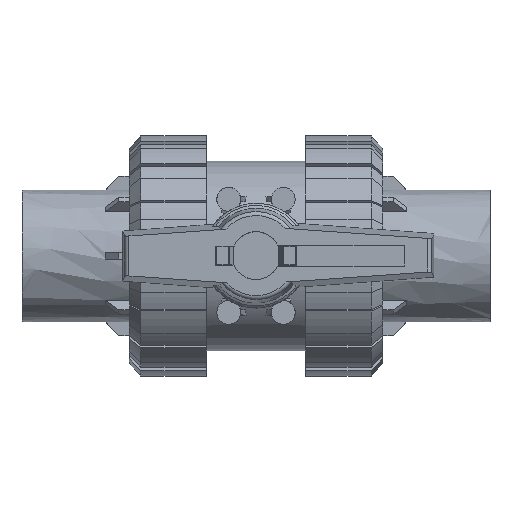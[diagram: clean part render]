
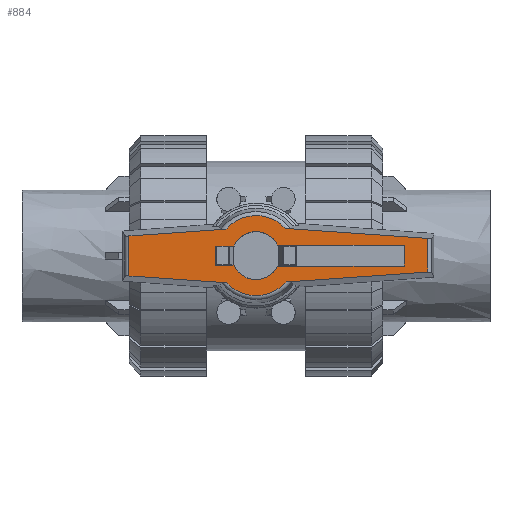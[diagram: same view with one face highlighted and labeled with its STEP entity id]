
A CAD part, top view. The second image highlights one B-rep face of the part: STEP entity #884.
In plain terms, the highlighted planar face has unit normal (0, 0, 1).
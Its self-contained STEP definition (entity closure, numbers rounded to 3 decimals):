
#884=ADVANCED_FACE('',(#2075,#2076),#2077,.T.);
#2075=FACE_BOUND('',#3645,.T.);
#2076=FACE_OUTER_BOUND('',#3646,.T.);
#2077=PLANE('',#3647);
#3645=EDGE_LOOP('',(#6524,#6525,#6526,#6527,#6528,#6529,#6530,#6531));
#3646=EDGE_LOOP('',(#6532,#6533,#6534,#6535,#6536,#6537,#6538,#6539));
#3647=AXIS2_PLACEMENT_3D('',#6540,#6541,#6542);
#6524=ORIENTED_EDGE('',*,*,#10469,.T.);
#6525=ORIENTED_EDGE('',*,*,#10540,.T.);
#6526=ORIENTED_EDGE('',*,*,#10647,.T.);
#6527=ORIENTED_EDGE('',*,*,#10655,.T.);
#6528=ORIENTED_EDGE('',*,*,#10451,.T.);
#6529=ORIENTED_EDGE('',*,*,#10391,.T.);
#6530=ORIENTED_EDGE('',*,*,#10382,.T.);
#6531=ORIENTED_EDGE('',*,*,#10460,.T.);
#6532=ORIENTED_EDGE('',*,*,#10604,.T.);
#6533=ORIENTED_EDGE('',*,*,#10759,.T.);
#6534=ORIENTED_EDGE('',*,*,#10701,.T.);
#6535=ORIENTED_EDGE('',*,*,#10708,.F.);
#6536=ORIENTED_EDGE('',*,*,#10636,.T.);
#6537=ORIENTED_EDGE('',*,*,#10739,.T.);
#6538=ORIENTED_EDGE('',*,*,#10682,.T.);
#6539=ORIENTED_EDGE('',*,*,#10689,.T.);
#6540=CARTESIAN_POINT('',(9.557,0.0,177.0));
#6541=DIRECTION('',(0.0,0.0,1.0));
#6542=DIRECTION('',(1.0,0.0,0.0));
#10382=EDGE_CURVE('',#12396,#12397,#12398,.T.);
#10391=EDGE_CURVE('',#12411,#12396,#12412,.T.);
#10451=EDGE_CURVE('',#12508,#12411,#12509,.T.);
#10460=EDGE_CURVE('',#12397,#12522,#12523,.T.);
#10469=EDGE_CURVE('',#12522,#12533,#12534,.T.);
#10540=EDGE_CURVE('',#12533,#12625,#12627,.T.);
#10604=EDGE_CURVE('',#12735,#12733,#12736,.T.);
#10636=EDGE_CURVE('',#12790,#12788,#12791,.T.);
#10647=EDGE_CURVE('',#12625,#12808,#12809,.T.);
#10655=EDGE_CURVE('',#12808,#12508,#12818,.T.);
#10682=EDGE_CURVE('',#12855,#12853,#12856,.T.);
#10689=EDGE_CURVE('',#12853,#12735,#12866,.T.);
#10701=EDGE_CURVE('',#12883,#12881,#12884,.T.);
#10708=EDGE_CURVE('',#12790,#12881,#12894,.T.);
#10739=EDGE_CURVE('',#12788,#12855,#12931,.T.);
#10759=EDGE_CURVE('',#12733,#12883,#12951,.T.);
#12396=VERTEX_POINT('',#15371);
#12397=VERTEX_POINT('',#15372);
#12398=LINE('',#15373,#15374);
#12411=VERTEX_POINT('',#15393);
#12412=LINE('',#15394,#15395);
#12508=VERTEX_POINT('',#15524);
#12509=CIRCLE('',#15525,11.429);
#12522=VERTEX_POINT('',#15540);
#12523=LINE('',#15541,#15542);
#12533=VERTEX_POINT('',#15557);
#12534=CIRCLE('',#15558,11.429);
#12625=VERTEX_POINT('',#15682);
#12627=LINE('',#15685,#15686);
#12733=VERTEX_POINT('',#15991);
#12735=VERTEX_POINT('',#16018);
#12736=LINE('',#16019,#16020);
#12788=VERTEX_POINT('',#16186);
#12790=VERTEX_POINT('',#16213);
#12791=LINE('',#16214,#16215);
#12808=VERTEX_POINT('',#16237);
#12809=LINE('',#16238,#16239);
#12818=LINE('',#16251,#16252);
#12853=VERTEX_POINT('',#16297);
#12855=VERTEX_POINT('',#16299);
#12856=LINE('',#16300,#16301);
#12866=LINE('',#16373,#16374);
#12881=VERTEX_POINT('',#16393);
#12883=VERTEX_POINT('',#16395);
#12884=LINE('',#16396,#16397);
#12894=LINE('',#16469,#16470);
#12931=CIRCLE('',#16579,19.113);
#12951=CIRCLE('',#16599,19.113);
#15371=CARTESIAN_POINT('',(70.833,5.0,177.0));
#15372=CARTESIAN_POINT('',(70.833,-5.0,177.0));
#15373=CARTESIAN_POINT('',(70.833,0.0,177.0));
#15374=VECTOR('',#21815,1.0);
#15393=CARTESIAN_POINT('',(10.277,5.0,177.0));
#15394=CARTESIAN_POINT('',(22.487,5.0,177.0));
#15395=VECTOR('',#21822,1.0);
#15524=CARTESIAN_POINT('',(-10.505,4.5,177.0));
#15525=AXIS2_PLACEMENT_3D('',#21910,#21911,#21912);
#15540=CARTESIAN_POINT('',(10.277,-5.0,177.0));
#15541=CARTESIAN_POINT('',(22.487,-5.0,177.0));
#15542=VECTOR('',#21927,1.0);
#15557=CARTESIAN_POINT('',(-10.505,-4.5,177.0));
#15558=AXIS2_PLACEMENT_3D('',#21933,#21934,#21935);
#15682=CARTESIAN_POINT('',(-19.333,-4.5,177.0));
#15685=CARTESIAN_POINT('',(-2.829,-4.5,177.0));
#15686=VECTOR('',#22003,1.0);
#15991=CARTESIAN_POINT('',(-14.032,-12.977,177.0));
#16018=CARTESIAN_POINT('',(-60.662,-9.716,177.0));
#16019=CARTESIAN_POINT('',(-4.413,-13.65,177.0));
#16020=VECTOR('',#22057,1.0);
#16186=CARTESIAN_POINT('',(14.032,12.977,177.0));
#16213=CARTESIAN_POINT('',(81.912,8.23,177.0));
#16214=CARTESIAN_POINT('',(43.917,10.887,177.0));
#16215=VECTOR('',#22085,1.0);
#16237=CARTESIAN_POINT('',(-19.333,4.5,177.0));
#16238=CARTESIAN_POINT('',(-19.333,6.75,177.0));
#16239=VECTOR('',#22100,1.0);
#16251=CARTESIAN_POINT('',(-2.829,4.5,177.0));
#16252=VECTOR('',#22107,1.0);
#16297=CARTESIAN_POINT('',(-60.662,9.362,177.0));
#16299=CARTESIAN_POINT('',(-14.373,12.599,177.0));
#16300=CARTESIAN_POINT('',(-3.135,13.384,177.0));
#16301=VECTOR('',#22139,1.0);
#16373=CARTESIAN_POINT('',(-60.662,18.0,177.0));
#16374=VECTOR('',#22141,1.0);
#16393=CARTESIAN_POINT('',(81.912,-7.876,177.0));
#16395=CARTESIAN_POINT('',(14.373,-12.599,177.0));
#16396=CARTESIAN_POINT('',(45.145,-10.447,177.0));
#16397=VECTOR('',#22155,1.0);
#16469=CARTESIAN_POINT('',(81.912,18.0,177.0));
#16470=VECTOR('',#22157,1.0);
#16579=AXIS2_PLACEMENT_3D('',#22192,#22193,#22194);
#16599=AXIS2_PLACEMENT_3D('',#22219,#22220,#22221);
#21815=DIRECTION('',(0.0,-1.0,0.0));
#21822=DIRECTION('',(1.0,0.0,-0.0));
#21910=CARTESIAN_POINT('',(0.0,0.0,177.0));
#21911=DIRECTION('',(0.0,0.0,-1.0));
#21912=DIRECTION('',(1.0,0.0,0.0));
#21927=DIRECTION('',(-1.0,0.0,0.0));
#21933=CARTESIAN_POINT('',(0.0,0.0,177.0));
#21934=DIRECTION('',(0.0,0.0,-1.0));
#21935=DIRECTION('',(1.0,0.0,0.0));
#22003=DIRECTION('',(-1.0,0.0,0.0));
#22057=DIRECTION('',(0.998,-0.07,0.0));
#22085=DIRECTION('',(-0.998,0.07,0.0));
#22100=DIRECTION('',(0.0,1.0,-0.0));
#22107=DIRECTION('',(1.0,0.0,0.0));
#22139=DIRECTION('',(-0.998,-0.07,0.0));
#22141=DIRECTION('',(0.0,-1.0,0.0));
#22155=DIRECTION('',(0.998,0.07,-0.0));
#22157=DIRECTION('',(0.0,-1.0,0.0));
#22192=CARTESIAN_POINT('',(0.0,0.0,177.0));
#22193=DIRECTION('',(0.0,0.0,1.0));
#22194=DIRECTION('',(1.0,0.0,0.0));
#22219=CARTESIAN_POINT('',(0.0,0.0,177.0));
#22220=DIRECTION('',(0.0,0.0,1.0));
#22221=DIRECTION('',(1.0,0.0,0.0));
